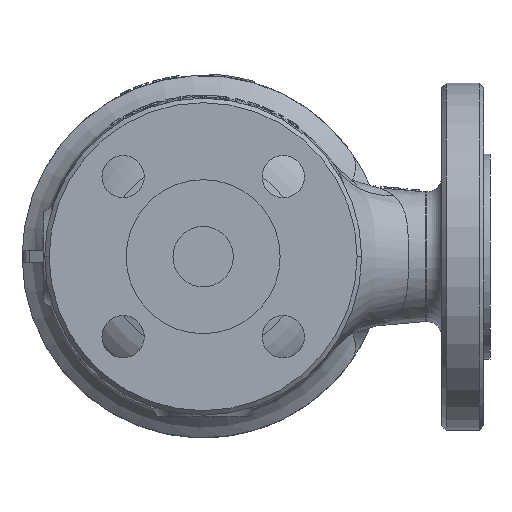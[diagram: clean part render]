
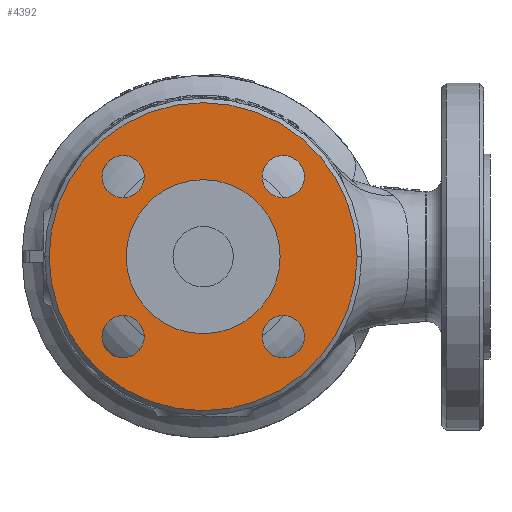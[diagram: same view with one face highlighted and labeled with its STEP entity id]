
A CAD part, front view. The second image highlights one B-rep face of the part: STEP entity #4392.
In plain terms, the highlighted planar face has unit normal (0, -1, 0).
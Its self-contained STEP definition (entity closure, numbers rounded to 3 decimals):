
#58 = DIRECTION ( 'NONE',  ( 0., -1., 0. ) ) ;
#210 = CARTESIAN_POINT ( 'NONE',  ( -26.517, 0., -26.517 ) ) ;
#991 = VERTEX_POINT ( 'NONE', #22223 ) ;
#1308 = AXIS2_PLACEMENT_3D ( 'NONE', #3997, #41555, #7417 ) ;
#1863 = DIRECTION ( 'NONE',  ( 0., -1., 0. ) ) ;
#2219 = AXIS2_PLACEMENT_3D ( 'NONE', #33398, #19489, #33683 ) ;
#2400 = CARTESIAN_POINT ( 'NONE',  ( 26.517, 0., 26.517 ) ) ;
#3199 = FACE_BOUND ( 'NONE', #16440, .T. ) ;
#3485 = DIRECTION ( 'NONE',  ( 0., 0., -1. ) ) ;
#3652 = CARTESIAN_POINT ( 'NONE',  ( 19.517, 0., 26.517 ) ) ;
#3965 = DIRECTION ( 'NONE',  ( 1., 0., 0. ) ) ;
#3997 = CARTESIAN_POINT ( 'NONE',  ( 26.517, 0., 26.517 ) ) ;
#4127 = EDGE_CURVE ( 'NONE', #27798, #24439, #31545, .T. ) ;
#4208 = ORIENTED_EDGE ( 'NONE', *, *, #9226, .T. ) ;
#4392 = ADVANCED_FACE ( 'NONE', ( #28816, #12771, #18641, #5957, #19717, #3199 ), #36804, .T. ) ;
#4739 = ORIENTED_EDGE ( 'NONE', *, *, #4960, .F. ) ;
#4774 = CARTESIAN_POINT ( 'NONE',  ( -19.517, 0., 26.517 ) ) ;
#4960 = EDGE_CURVE ( 'NONE', #28706, #10711, #23967, .T. ) ;
#5056 = AXIS2_PLACEMENT_3D ( 'NONE', #40891, #10181, #37359 ) ;
#5957 = FACE_BOUND ( 'NONE', #39287, .T. ) ;
#6093 = VERTEX_POINT ( 'NONE', #15992 ) ;
#6338 = DIRECTION ( 'NONE',  ( 1., 0., 0. ) ) ;
#7417 = DIRECTION ( 'NONE',  ( 1., 0., 0. ) ) ;
#8891 = EDGE_CURVE ( 'NONE', #42780, #33983, #22818, .T. ) ;
#9168 = DIRECTION ( 'NONE',  ( 0., -1., 0. ) ) ;
#9209 = DIRECTION ( 'NONE',  ( 0., -1., 0. ) ) ;
#9226 = EDGE_CURVE ( 'NONE', #33983, #42780, #10509, .T. ) ;
#9464 = CARTESIAN_POINT ( 'NONE',  ( 0., 0., 0. ) ) ;
#9676 = EDGE_CURVE ( 'NONE', #12478, #41242, #18250, .T. ) ;
#10065 = CARTESIAN_POINT ( 'NONE',  ( 0., 0., 0. ) ) ;
#10181 = DIRECTION ( 'NONE',  ( 0., -1., 0. ) ) ;
#10354 = EDGE_CURVE ( 'NONE', #24439, #27798, #20352, .T. ) ;
#10464 = DIRECTION ( 'NONE',  ( 1., 0., 0. ) ) ;
#10509 = CIRCLE ( 'NONE', #18797, 51. ) ;
#10711 = VERTEX_POINT ( 'NONE', #23920 ) ;
#10846 = CARTESIAN_POINT ( 'NONE',  ( 26.517, 0., -26.517 ) ) ;
#12038 = ORIENTED_EDGE ( 'NONE', *, *, #10354, .F. ) ;
#12389 = AXIS2_PLACEMENT_3D ( 'NONE', #40889, #58, #3485 ) ;
#12478 = VERTEX_POINT ( 'NONE', #23462 ) ;
#12571 = EDGE_CURVE ( 'NONE', #37708, #991, #26256, .T. ) ;
#12771 = FACE_BOUND ( 'NONE', #30757, .T. ) ;
#14022 = CARTESIAN_POINT ( 'NONE',  ( 0., 0., 0. ) ) ;
#14626 = AXIS2_PLACEMENT_3D ( 'NONE', #29601, #1863, #15421 ) ;
#14630 = DIRECTION ( 'NONE',  ( 0., -1., 0. ) ) ;
#14997 = ORIENTED_EDGE ( 'NONE', *, *, #12571, .F. ) ;
#15421 = DIRECTION ( 'NONE',  ( 1., 0., 0. ) ) ;
#15629 = CARTESIAN_POINT ( 'NONE',  ( 51., 0., 0. ) ) ;
#15992 = CARTESIAN_POINT ( 'NONE',  ( -19.517, 0., -26.517 ) ) ;
#16440 = EDGE_LOOP ( 'NONE', ( #43445, #14997 ) ) ;
#17250 = DIRECTION ( 'NONE',  ( 0., -1., 0. ) ) ;
#17476 = CARTESIAN_POINT ( 'NONE',  ( 0., 0., 25.5 ) ) ;
#17764 = DIRECTION ( 'NONE',  ( 0., 0., -1. ) ) ;
#18250 = CIRCLE ( 'NONE', #2219, 7. ) ;
#18416 = AXIS2_PLACEMENT_3D ( 'NONE', #9464, #9168, #22780 ) ;
#18510 = CARTESIAN_POINT ( 'NONE',  ( 19.517, 0., -26.517 ) ) ;
#18641 = FACE_BOUND ( 'NONE', #22597, .T. ) ;
#18797 = AXIS2_PLACEMENT_3D ( 'NONE', #43543, #22688, #23135 ) ;
#18903 = ORIENTED_EDGE ( 'NONE', *, *, #8891, .T. ) ;
#19489 = DIRECTION ( 'NONE',  ( 0., -1., 0. ) ) ;
#19717 = FACE_OUTER_BOUND ( 'NONE', #22878, .T. ) ;
#19906 = AXIS2_PLACEMENT_3D ( 'NONE', #20981, #24412, #3965 ) ;
#20111 = AXIS2_PLACEMENT_3D ( 'NONE', #10846, #17250, #34746 ) ;
#20352 = CIRCLE ( 'NONE', #5056, 7. ) ;
#20510 = ORIENTED_EDGE ( 'NONE', *, *, #37442, .F. ) ;
#20842 = EDGE_CURVE ( 'NONE', #991, #37708, #39716, .T. ) ;
#20981 = CARTESIAN_POINT ( 'NONE',  ( -26.517, 0., 26.517 ) ) ;
#21658 = CIRCLE ( 'NONE', #19906, 7. ) ;
#21669 = CARTESIAN_POINT ( 'NONE',  ( -33.517, 0., -26.517 ) ) ;
#21883 = AXIS2_PLACEMENT_3D ( 'NONE', #2400, #9209, #29539 ) ;
#22223 = CARTESIAN_POINT ( 'NONE',  ( 0., 0., -25.5 ) ) ;
#22597 = EDGE_LOOP ( 'NONE', ( #39741, #12038 ) ) ;
#22688 = DIRECTION ( 'NONE',  ( 0., -1., 0. ) ) ;
#22780 = DIRECTION ( 'NONE',  ( 1., 0., 0. ) ) ;
#22818 = CIRCLE ( 'NONE', #25379, 51. ) ;
#22878 = EDGE_LOOP ( 'NONE', ( #18903, #4208 ) ) ;
#23135 = DIRECTION ( 'NONE',  ( 1., 0., 0. ) ) ;
#23336 = CARTESIAN_POINT ( 'NONE',  ( -51., 0., 0. ) ) ;
#23462 = CARTESIAN_POINT ( 'NONE',  ( -33.517, 0., 26.517 ) ) ;
#23920 = CARTESIAN_POINT ( 'NONE',  ( 33.517, 0., 26.517 ) ) ;
#23967 = CIRCLE ( 'NONE', #1308, 7. ) ;
#24412 = DIRECTION ( 'NONE',  ( 0., -1., 0. ) ) ;
#24439 = VERTEX_POINT ( 'NONE', #18510 ) ;
#24842 = CIRCLE ( 'NONE', #14626, 7. ) ;
#25379 = AXIS2_PLACEMENT_3D ( 'NONE', #10065, #33990, #6338 ) ;
#26256 = CIRCLE ( 'NONE', #28881, 25.5 ) ;
#27438 = EDGE_LOOP ( 'NONE', ( #36845, #29677 ) ) ;
#27522 = DIRECTION ( 'NONE',  ( 0., -1., 0. ) ) ;
#27798 = VERTEX_POINT ( 'NONE', #34790 ) ;
#28706 = VERTEX_POINT ( 'NONE', #3652 ) ;
#28816 = FACE_BOUND ( 'NONE', #27438, .T. ) ;
#28881 = AXIS2_PLACEMENT_3D ( 'NONE', #14022, #14630, #17764 ) ;
#29539 = DIRECTION ( 'NONE',  ( 1., 0., 0. ) ) ;
#29601 = CARTESIAN_POINT ( 'NONE',  ( -26.517, 0., -26.517 ) ) ;
#29677 = ORIENTED_EDGE ( 'NONE', *, *, #9676, .F. ) ;
#30357 = EDGE_CURVE ( 'NONE', #42131, #6093, #24842, .T. ) ;
#30757 = EDGE_LOOP ( 'NONE', ( #35941, #43919 ) ) ;
#31545 = CIRCLE ( 'NONE', #20111, 7. ) ;
#32769 = CIRCLE ( 'NONE', #35889, 7. ) ;
#33398 = CARTESIAN_POINT ( 'NONE',  ( -26.517, 0., 26.517 ) ) ;
#33683 = DIRECTION ( 'NONE',  ( 1., 0., 0. ) ) ;
#33983 = VERTEX_POINT ( 'NONE', #15629 ) ;
#33990 = DIRECTION ( 'NONE',  ( 0., -1., 0. ) ) ;
#34746 = DIRECTION ( 'NONE',  ( 1., 0., 0. ) ) ;
#34790 = CARTESIAN_POINT ( 'NONE',  ( 33.517, 0., -26.517 ) ) ;
#35889 = AXIS2_PLACEMENT_3D ( 'NONE', #210, #27522, #10464 ) ;
#35941 = ORIENTED_EDGE ( 'NONE', *, *, #42879, .F. ) ;
#36804 = PLANE ( 'NONE',  #18416 ) ;
#36845 = ORIENTED_EDGE ( 'NONE', *, *, #39374, .F. ) ;
#37359 = DIRECTION ( 'NONE',  ( 1., 0., 0. ) ) ;
#37442 = EDGE_CURVE ( 'NONE', #10711, #28706, #39803, .T. ) ;
#37708 = VERTEX_POINT ( 'NONE', #17476 ) ;
#39287 = EDGE_LOOP ( 'NONE', ( #20510, #4739 ) ) ;
#39374 = EDGE_CURVE ( 'NONE', #41242, #12478, #21658, .T. ) ;
#39716 = CIRCLE ( 'NONE', #12389, 25.5 ) ;
#39741 = ORIENTED_EDGE ( 'NONE', *, *, #4127, .F. ) ;
#39803 = CIRCLE ( 'NONE', #21883, 7. ) ;
#40889 = CARTESIAN_POINT ( 'NONE',  ( 0., 0., 0. ) ) ;
#40891 = CARTESIAN_POINT ( 'NONE',  ( 26.517, 0., -26.517 ) ) ;
#41242 = VERTEX_POINT ( 'NONE', #4774 ) ;
#41555 = DIRECTION ( 'NONE',  ( 0., -1., 0. ) ) ;
#42131 = VERTEX_POINT ( 'NONE', #21669 ) ;
#42780 = VERTEX_POINT ( 'NONE', #23336 ) ;
#42879 = EDGE_CURVE ( 'NONE', #6093, #42131, #32769, .T. ) ;
#43445 = ORIENTED_EDGE ( 'NONE', *, *, #20842, .F. ) ;
#43543 = CARTESIAN_POINT ( 'NONE',  ( 0., 0., 0. ) ) ;
#43919 = ORIENTED_EDGE ( 'NONE', *, *, #30357, .F. ) ;
